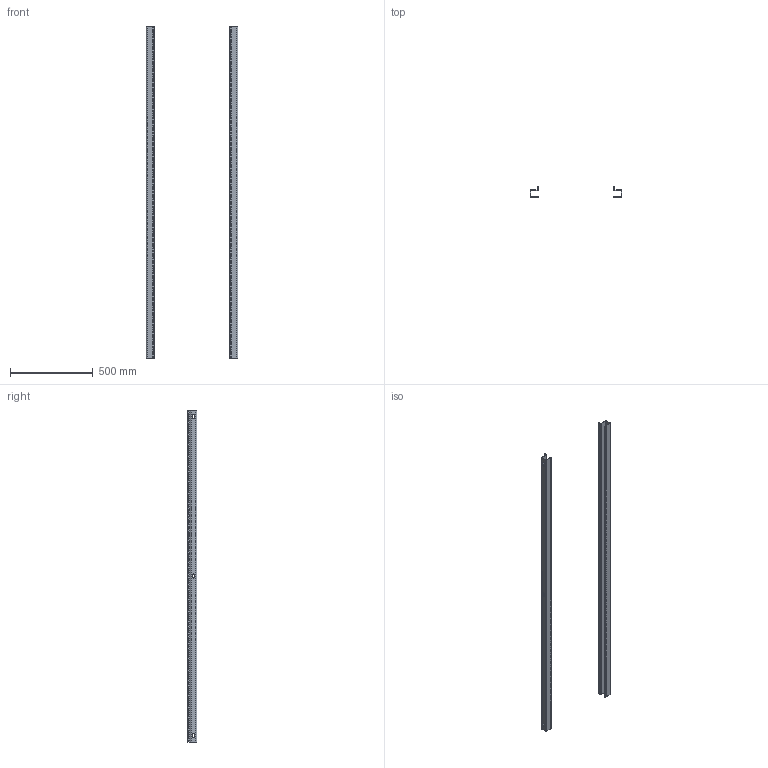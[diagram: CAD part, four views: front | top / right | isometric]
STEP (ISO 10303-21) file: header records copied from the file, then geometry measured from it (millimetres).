
FILE_DESCRIPTION (( 'STEP AP214' ), '1' );
FILE_NAME ('SCE-90RA19TH.STEP', '2021-01-28T18:05:54', ( '' ), ( '' ), 'SwSTEP 2.0', 'SolidWorks 2019', '' );
FILE_SCHEMA (( 'AUTOMOTIVE_DESIGN' ));
Length unit declared in the file: inch
Products named in the file (1): SCE-90RA19TH
Bounding box: 551.65 x 58.72 x 2000.25 mm (x, y, z)
Volume: 1753042.3 mm3; surface area: 1171160.9 mm2
Topology: 2 solids, 2 shells, 608 faces, 1812 edges, 1208 vertices
Faces by surface type: cylinder 572, plane 36
Full cylindrical faces by diameter (mm): 7.137 x540
Entity records: 20655 total; most frequent: DIRECTION 3634, CARTESIAN_POINT 3089, ORIENTED_EDGE 2544, EDGE_LOOP 2240, AXIS2_PLACEMENT_3D 1753, EDGE_CURVE 1272, VERTEX_POINT 1208, FACE_OUTER_BOUND 1148
